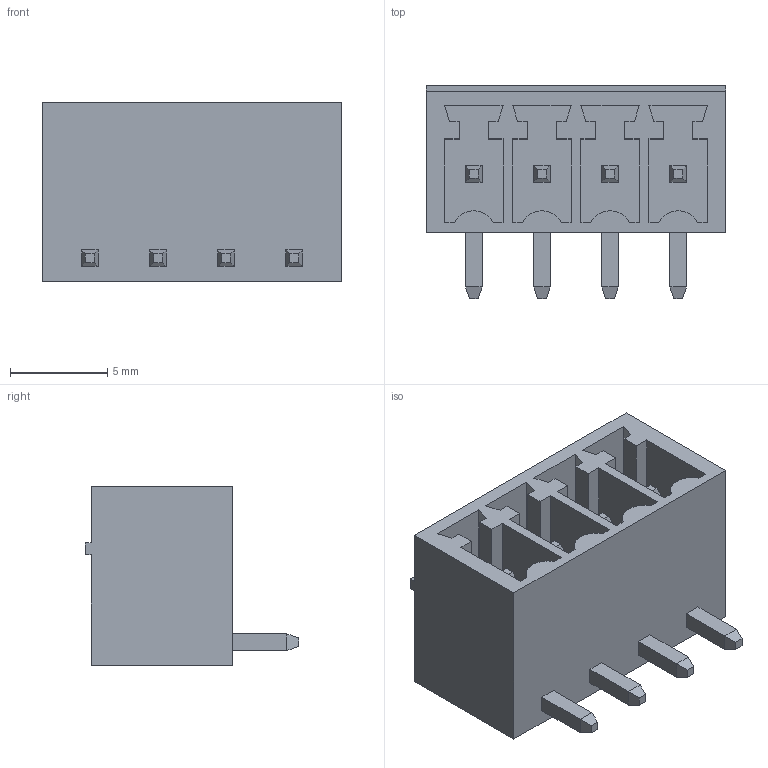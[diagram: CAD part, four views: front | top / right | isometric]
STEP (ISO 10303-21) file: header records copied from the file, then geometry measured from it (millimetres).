
FILE_DESCRIPTION(/* description */ (''),/* implementation_level */ '2;1');
FILE_NAME(/* name */ 'Phoneix_connector_from_Patrick''s_model.step',/* time_stamp */ '2020-08-03T14:53:46-04:00',/* author */ (''),/* organization */ (''),/* preprocessor_version */ 'ST-DEVELOPER v18.1',/* originating_system */ 'Autodesk Translation Framework v9.3.0.1241',/* authorisation */ '');
FILE_SCHEMA (('AUTOMOTIVE_DESIGN { 1 0 10303 214 3 1 1 }'));
Length unit declared in the file: inch
Products named in the file (4): P-TET-000029 Sensirion comm PCB; connector_board_w_parts v1; PhoenixContact_MC_1,5_4-G-3.5_1x04_P3.50mm_Horizontal; SOLID
Assembly tree (3 placements, depth 4):
  P-TET-000029 Sensirion comm PCB
    connector_board_w_parts v1
      PhoenixContact_MC_1,5_4-G-3.5_1x04_P3.50mm_Horizontal
        SOLID
Bounding box: 15.4 x 10.95 x 9.2 mm (x, y, z)
Volume: 641.7 mm3; surface area: 1314.4 mm2
Topology: 1 solids, 1 shells, 142 faces, 352 edges, 224 vertices
Faces by surface type: plane 138, cylinder 4
Entity records: 4346 total; most frequent: CARTESIAN_POINT 725, ORIENTED_EDGE 704, DIRECTION 658, EDGE_CURVE 352, LINE 344, VECTOR 344, VERTEX_POINT 224, AXIS2_PLACEMENT_3D 157
